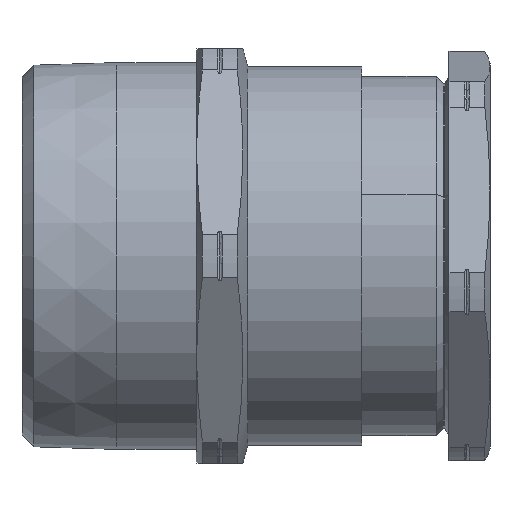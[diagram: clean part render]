
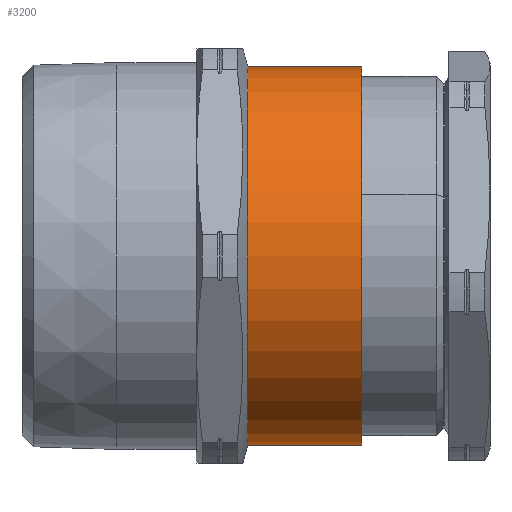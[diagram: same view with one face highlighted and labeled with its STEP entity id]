
A CAD part, front view. The second image highlights one B-rep face of the part: STEP entity #3200.
In plain terms, the highlighted cylindrical face has radius 29.5 mm (diameter 59 mm), a partial arc.
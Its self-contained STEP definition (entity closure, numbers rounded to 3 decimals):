
#109 = VERTEX_POINT ( 'NONE', #3026 ) ;
#156 = DIRECTION ( 'NONE',  ( 1., 0., 0. ) ) ;
#221 = CARTESIAN_POINT ( 'NONE',  ( 35.2, 0., -29.5 ) ) ;
#228 = CARTESIAN_POINT ( 'NONE',  ( 53., 0., -29.5 ) ) ;
#398 = DIRECTION ( 'NONE',  ( 0., 0., -1. ) ) ;
#479 = ORIENTED_EDGE ( 'NONE', *, *, #1583, .F. ) ;
#533 = EDGE_LOOP ( 'NONE', ( #743, #3228, #3289, #479 ) ) ;
#569 = VERTEX_POINT ( 'NONE', #797 ) ;
#603 = DIRECTION ( 'NONE',  ( 1., 0., 0. ) ) ;
#720 = DIRECTION ( 'NONE',  ( 0., 0., -1. ) ) ;
#743 = ORIENTED_EDGE ( 'NONE', *, *, #2192, .F. ) ;
#797 = CARTESIAN_POINT ( 'NONE',  ( 35.2, 0., 29.5 ) ) ;
#931 = VERTEX_POINT ( 'NONE', #221 ) ;
#1005 = VERTEX_POINT ( 'NONE', #3277 ) ;
#1141 = AXIS2_PLACEMENT_3D ( 'NONE', #2259, #603, #2004 ) ;
#1441 = CARTESIAN_POINT ( 'NONE',  ( 53., 0., 29.5 ) ) ;
#1466 = DIRECTION ( 'NONE',  ( 1., 0., 0. ) ) ;
#1583 = EDGE_CURVE ( 'NONE', #1005, #109, #1890, .T. ) ;
#1642 = AXIS2_PLACEMENT_3D ( 'NONE', #2897, #3163, #398 ) ;
#1812 = VECTOR ( 'NONE', #2500, 1000. ) ;
#1859 = EDGE_CURVE ( 'NONE', #569, #931, #2206, .T. ) ;
#1890 = CIRCLE ( 'NONE', #1642, 29.5 ) ;
#2004 = DIRECTION ( 'NONE',  ( 0., 0., -1. ) ) ;
#2192 = EDGE_CURVE ( 'NONE', #569, #1005, #2782, .T. ) ;
#2206 = CIRCLE ( 'NONE', #2578, 29.5 ) ;
#2228 = VECTOR ( 'NONE', #1466, 1000. ) ;
#2254 = LINE ( 'NONE', #228, #1812 ) ;
#2259 = CARTESIAN_POINT ( 'NONE',  ( 53., 0., 0. ) ) ;
#2380 = FACE_OUTER_BOUND ( 'NONE', #533, .T. ) ;
#2500 = DIRECTION ( 'NONE',  ( 1., 0., 0. ) ) ;
#2578 = AXIS2_PLACEMENT_3D ( 'NONE', #2904, #156, #720 ) ;
#2709 = EDGE_CURVE ( 'NONE', #931, #109, #2254, .T. ) ;
#2782 = LINE ( 'NONE', #1441, #2228 ) ;
#2897 = CARTESIAN_POINT ( 'NONE',  ( 53., 0., 0. ) ) ;
#2904 = CARTESIAN_POINT ( 'NONE',  ( 35.2, 0., 0. ) ) ;
#3026 = CARTESIAN_POINT ( 'NONE',  ( 53., 0., -29.5 ) ) ;
#3163 = DIRECTION ( 'NONE',  ( 1., 0., 0. ) ) ;
#3174 = CYLINDRICAL_SURFACE ( 'NONE', #1141, 29.5 ) ;
#3200 = ADVANCED_FACE ( 'NONE', ( #2380 ), #3174, .T. ) ;
#3228 = ORIENTED_EDGE ( 'NONE', *, *, #1859, .T. ) ;
#3277 = CARTESIAN_POINT ( 'NONE',  ( 53., 0., 29.5 ) ) ;
#3289 = ORIENTED_EDGE ( 'NONE', *, *, #2709, .T. ) ;
